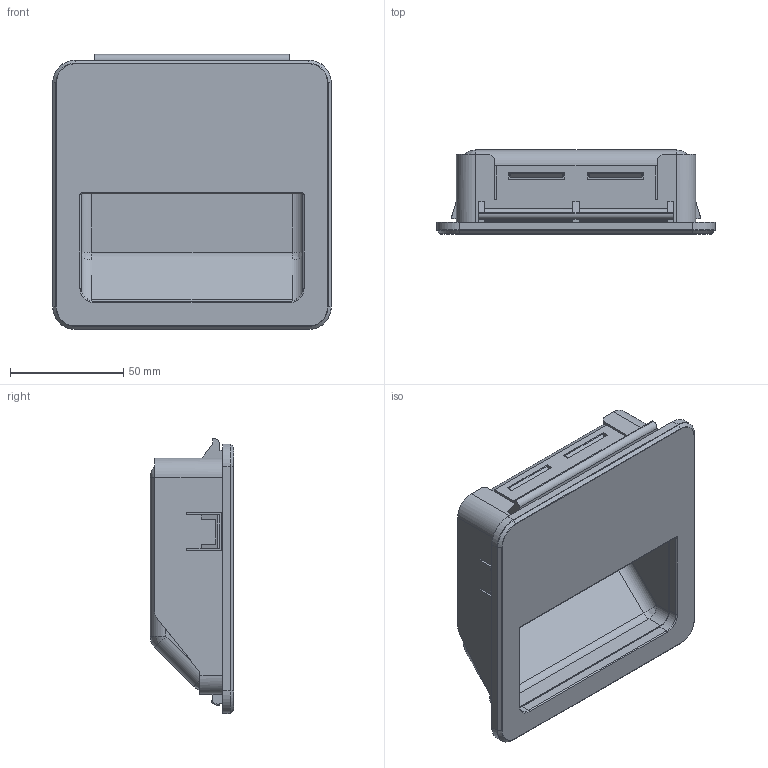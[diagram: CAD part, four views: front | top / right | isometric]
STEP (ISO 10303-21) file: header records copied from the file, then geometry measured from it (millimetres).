
FILE_DESCRIPTION (( 'STEP AP214' ), '1' );
FILE_NAME ('THA_469_A_1_2.STEP', '2019-08-26T06:50:26', ( '' ), ( '' ), 'SwSTEP 2.0', 'SolidWorks 2015', '' );
FILE_SCHEMA (( 'AUTOMOTIVE_DESIGN' ));
Length unit declared in the file: millimetre
Products named in the file (2): _X2_672C4F53_X0_; THA_469_A_1_2
Assembly tree (1 placements, depth 2):
  THA_469_A_1_2
    _X2_672C4F53_X0_
Bounding box: 123 x 37 x 121.5 mm (x, y, z)
Volume: 96505.4 mm3; surface area: 71170.2 mm2
Topology: 1 solids, 1 shells, 752 faces, 1806 edges, 1078 vertices
Faces by surface type: plane 293, cylinder 228, torus 204, bspline 27
Entity records: 39447 total; most frequent: CARTESIAN_POINT 14143, ORIENTED_EDGE 3592, DIRECTION 3471, EDGE_CURVE 1796, AXIS2_PLACEMENT_3D 1288, VERTEX_POINT 1078, VECTOR 895, LINE 895
